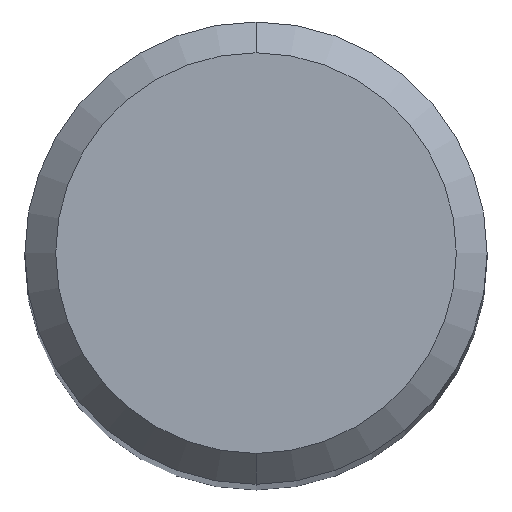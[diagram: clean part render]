
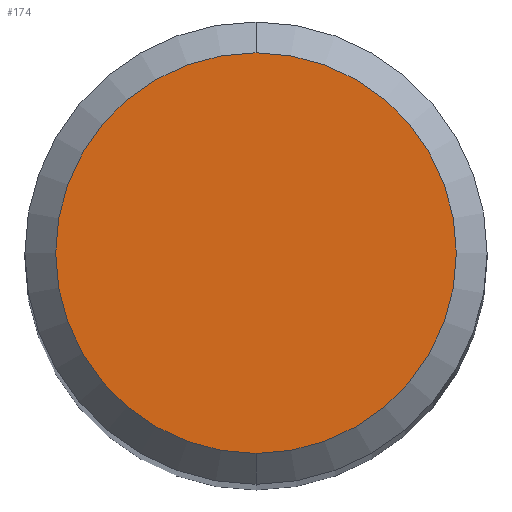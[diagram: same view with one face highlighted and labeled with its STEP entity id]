
A CAD part, top view. The second image highlights one B-rep face of the part: STEP entity #174.
In plain terms, the highlighted planar face has unit normal (0, 0, 1).
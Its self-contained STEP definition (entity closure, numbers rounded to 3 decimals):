
#92=VERTEX_POINT('',#218);
#142=EDGE_CURVE('',#168,#92,#276,.T.);
#168=VERTEX_POINT('',#304);
#174=ADVANCED_FACE('',(#310),#311,.T.);
#190=EDGE_CURVE('',#92,#168,#330,.T.);
#218=CARTESIAN_POINT('',(0.0,2.6,0.0));
#276=CIRCLE('',#423,2.6);
#304=CARTESIAN_POINT('',(0.,-2.6,0.0));
#310=FACE_OUTER_BOUND('',#465,.T.);
#311=PLANE('',#466);
#330=CIRCLE('',#491,2.6);
#423=AXIS2_PLACEMENT_3D('',#572,#573,#574);
#465=EDGE_LOOP('',(#608,#609));
#466=AXIS2_PLACEMENT_3D('',#610,#611,#612);
#491=AXIS2_PLACEMENT_3D('',#647,#648,#649);
#572=CARTESIAN_POINT('',(0.0,0.0,0.0));
#573=DIRECTION('',(0.0,0.0,-1.0));
#574=DIRECTION('',(0.0,1.0,0.0));
#608=ORIENTED_EDGE('',*,*,#190,.F.);
#609=ORIENTED_EDGE('',*,*,#142,.F.);
#610=CARTESIAN_POINT('',(0.0,1.3,0.0));
#611=DIRECTION('',(-0.0,0.0,1.0));
#612=DIRECTION('',(0.0,-1.0,0.0));
#647=CARTESIAN_POINT('',(0.0,0.0,0.0));
#648=DIRECTION('',(0.0,0.0,-1.0));
#649=DIRECTION('',(0.0,1.0,0.0));
